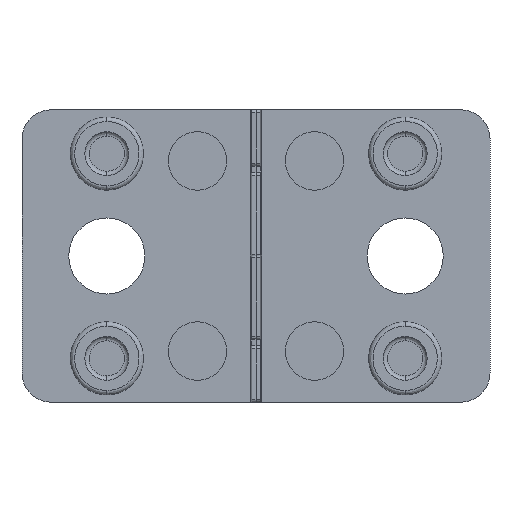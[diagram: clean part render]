
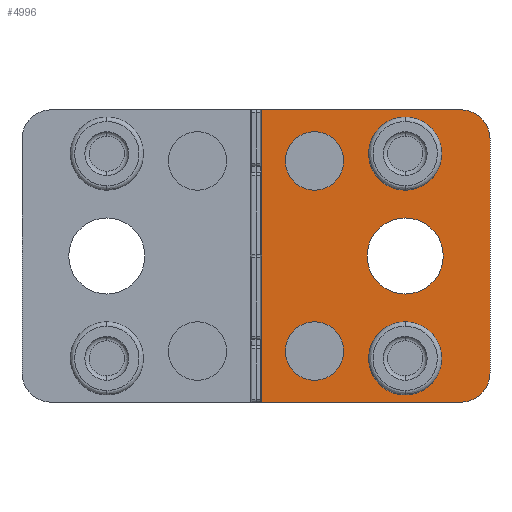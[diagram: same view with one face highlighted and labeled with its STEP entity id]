
A CAD part, front view. The second image highlights one B-rep face of the part: STEP entity #4996.
In plain terms, the highlighted planar face has unit normal (0, -1, 0).
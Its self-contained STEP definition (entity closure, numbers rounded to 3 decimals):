
#11 = EDGE_CURVE ( 'NONE', #4587, #6698, #3305, .T. ) ;
#166 = CARTESIAN_POINT ( 'NONE',  ( 4., -6., 8.5 ) ) ;
#178 = DIRECTION ( 'NONE',  ( 0., 0., 1. ) ) ;
#189 = DIRECTION ( 'NONE',  ( 0., -1., 0. ) ) ;
#198 = CARTESIAN_POINT ( 'NONE',  ( 10.2, -6., 0. ) ) ;
#232 = VERTEX_POINT ( 'NONE', #5438 ) ;
#392 = DIRECTION ( 'NONE',  ( 0., 1., 0. ) ) ;
#405 = EDGE_CURVE ( 'NONE', #4540, #232, #1671, .T. ) ;
#445 = DIRECTION ( 'NONE',  ( 0., 0., 1. ) ) ;
#454 = CARTESIAN_POINT ( 'NONE',  ( 0.405, -6., -10. ) ) ;
#464 = ORIENTED_EDGE ( 'NONE', *, *, #6752, .F. ) ;
#519 = CARTESIAN_POINT ( 'NONE',  ( 0.405, -6., 10. ) ) ;
#580 = CARTESIAN_POINT ( 'NONE',  ( 4., -6., 6.5 ) ) ;
#614 = DIRECTION ( 'NONE',  ( 0., 0., 1. ) ) ;
#642 = DIRECTION ( 'NONE',  ( 0., 0., -1. ) ) ;
#644 = DIRECTION ( 'NONE',  ( 0., -1., 0. ) ) ;
#645 = EDGE_CURVE ( 'NONE', #8471, #650, #2138, .T. ) ;
#650 = VERTEX_POINT ( 'NONE', #2878 ) ;
#653 = CARTESIAN_POINT ( 'NONE',  ( 4., -6., 6.5 ) ) ;
#697 = EDGE_CURVE ( 'NONE', #3658, #7448, #6110, .T. ) ;
#708 = CARTESIAN_POINT ( 'NONE',  ( 0.405, -6., 10. ) ) ;
#716 = CARTESIAN_POINT ( 'NONE',  ( 10.2, -6., 9.5 ) ) ;
#792 = EDGE_CURVE ( 'NONE', #6117, #7591, #3820, .T. ) ;
#831 = PLANE ( 'NONE',  #5183 ) ;
#849 = DIRECTION ( 'NONE',  ( -1., 0., 0. ) ) ;
#884 = DIRECTION ( 'NONE',  ( 0., 0., -1. ) ) ;
#994 = DIRECTION ( 'NONE',  ( 0., 1., 0. ) ) ;
#995 = EDGE_CURVE ( 'NONE', #7448, #3658, #1690, .T. ) ;
#1019 = CARTESIAN_POINT ( 'NONE',  ( 14., -6., 10. ) ) ;
#1023 = CARTESIAN_POINT ( 'NONE',  ( 14., -6., 8. ) ) ;
#1186 = DIRECTION ( 'NONE',  ( 0., 0., 1. ) ) ;
#1199 = EDGE_CURVE ( 'NONE', #4270, #2972, #3330, .T. ) ;
#1351 = CARTESIAN_POINT ( 'NONE',  ( 0.405, -6., 10. ) ) ;
#1399 = EDGE_CURVE ( 'NONE', #7182, #4587, #3320, .T. ) ;
#1452 = CARTESIAN_POINT ( 'NONE',  ( 0.405, -6., -10. ) ) ;
#1539 = DIRECTION ( 'NONE',  ( 0., 1., 0. ) ) ;
#1602 = VECTOR ( 'NONE', #2637, 1000. ) ;
#1649 = CARTESIAN_POINT ( 'NONE',  ( 14., -6., -8. ) ) ;
#1671 = LINE ( 'NONE', #2702, #1602 ) ;
#1690 = CIRCLE ( 'NONE', #6582, 2.6 ) ;
#1779 = AXIS2_PLACEMENT_3D ( 'NONE', #653, #644, #642 ) ;
#1946 = CARTESIAN_POINT ( 'NONE',  ( 14., -6., -10. ) ) ;
#1993 = CARTESIAN_POINT ( 'NONE',  ( 16., -6., 8. ) ) ;
#2036 = CIRCLE ( 'NONE', #6152, 2.5 ) ;
#2047 = EDGE_CURVE ( 'NONE', #232, #4945, #5878, .T. ) ;
#2090 = DIRECTION ( 'NONE',  ( 0., 0., -1. ) ) ;
#2138 = CIRCLE ( 'NONE', #2566, 2. ) ;
#2566 = AXIS2_PLACEMENT_3D ( 'NONE', #580, #2573, #2090 ) ;
#2570 = CARTESIAN_POINT ( 'NONE',  ( 10.2, -6., 4.5 ) ) ;
#2573 = DIRECTION ( 'NONE',  ( 0., -1., 0. ) ) ;
#2600 = FACE_BOUND ( 'NONE', #7532, .T. ) ;
#2636 = EDGE_LOOP ( 'NONE', ( #3535, #3834 ) ) ;
#2637 = DIRECTION ( 'NONE',  ( 0., 0., -1. ) ) ;
#2661 = DIRECTION ( 'NONE',  ( 0., 0., 1. ) ) ;
#2668 = DIRECTION ( 'NONE',  ( 0., -1., 0. ) ) ;
#2681 = CARTESIAN_POINT ( 'NONE',  ( 10.2, -6., -7. ) ) ;
#2702 = CARTESIAN_POINT ( 'NONE',  ( 16., -6., 10. ) ) ;
#2740 = EDGE_CURVE ( 'NONE', #2972, #4270, #3594, .T. ) ;
#2878 = CARTESIAN_POINT ( 'NONE',  ( 4., -6., 4.5 ) ) ;
#2972 = VERTEX_POINT ( 'NONE', #6413 ) ;
#3222 = CARTESIAN_POINT ( 'NONE',  ( 0.405, -6., 10. ) ) ;
#3305 = LINE ( 'NONE', #1351, #3332 ) ;
#3320 = LINE ( 'NONE', #708, #3433 ) ;
#3330 = CIRCLE ( 'NONE', #7293, 2. ) ;
#3332 = VECTOR ( 'NONE', #7667, 1000. ) ;
#3377 = AXIS2_PLACEMENT_3D ( 'NONE', #1023, #994, #884 ) ;
#3433 = VECTOR ( 'NONE', #614, 1000. ) ;
#3535 = ORIENTED_EDGE ( 'NONE', *, *, #4913, .F. ) ;
#3536 = ORIENTED_EDGE ( 'NONE', *, *, #2740, .F. ) ;
#3594 = CIRCLE ( 'NONE', #6707, 2. ) ;
#3658 = VERTEX_POINT ( 'NONE', #7351 ) ;
#3820 = CIRCLE ( 'NONE', #7848, 2.5 ) ;
#3834 = ORIENTED_EDGE ( 'NONE', *, *, #5470, .F. ) ;
#3951 = FACE_BOUND ( 'NONE', #2636, .T. ) ;
#4066 = EDGE_CURVE ( 'NONE', #7591, #6117, #2036, .T. ) ;
#4180 = VECTOR ( 'NONE', #849, 1000. ) ;
#4270 = VERTEX_POINT ( 'NONE', #7075 ) ;
#4329 = VERTEX_POINT ( 'NONE', #5589 ) ;
#4345 = CIRCLE ( 'NONE', #3377, 2. ) ;
#4402 = FACE_BOUND ( 'NONE', #5420, .T. ) ;
#4480 = EDGE_LOOP ( 'NONE', ( #5951, #6225, #6569, #6896, #7186, #7410 ) ) ;
#4540 = VERTEX_POINT ( 'NONE', #1993 ) ;
#4551 = AXIS2_PLACEMENT_3D ( 'NONE', #5714, #5707, #5704 ) ;
#4587 = VERTEX_POINT ( 'NONE', #3222 ) ;
#4913 = EDGE_CURVE ( 'NONE', #5158, #4329, #5678, .T. ) ;
#4945 = VERTEX_POINT ( 'NONE', #1946 ) ;
#4996 = ADVANCED_FACE ( 'NONE', ( #3951, #7975, #5666, #2600, #6251, #4402 ), #831, .F. ) ;
#5006 = CARTESIAN_POINT ( 'NONE',  ( 4., -6., -6.5 ) ) ;
#5158 = VERTEX_POINT ( 'NONE', #7554 ) ;
#5183 = AXIS2_PLACEMENT_3D ( 'NONE', #519, #392, #445 ) ;
#5364 = AXIS2_PLACEMENT_3D ( 'NONE', #2681, #2668, #2661 ) ;
#5420 = EDGE_LOOP ( 'NONE', ( #6543, #3536 ) ) ;
#5438 = CARTESIAN_POINT ( 'NONE',  ( 16., -6., -8. ) ) ;
#5470 = EDGE_CURVE ( 'NONE', #4329, #5158, #6714, .T. ) ;
#5589 = CARTESIAN_POINT ( 'NONE',  ( 10.2, -6., -9.5 ) ) ;
#5666 = FACE_BOUND ( 'NONE', #6129, .T. ) ;
#5678 = CIRCLE ( 'NONE', #5364, 2.5 ) ;
#5693 = CARTESIAN_POINT ( 'NONE',  ( 10.2, -6., -2.6 ) ) ;
#5704 = DIRECTION ( 'NONE',  ( 0., 0., 1. ) ) ;
#5707 = DIRECTION ( 'NONE',  ( 0., -1., 0. ) ) ;
#5714 = CARTESIAN_POINT ( 'NONE',  ( 10.2, -6., -7. ) ) ;
#5878 = CIRCLE ( 'NONE', #6830, 2. ) ;
#5951 = ORIENTED_EDGE ( 'NONE', *, *, #7189, .F. ) ;
#6058 = DIRECTION ( 'NONE',  ( 0., -1., 0. ) ) ;
#6083 = DIRECTION ( 'NONE',  ( 0., 0., -1. ) ) ;
#6110 = CIRCLE ( 'NONE', #7933, 2.6 ) ;
#6117 = VERTEX_POINT ( 'NONE', #716 ) ;
#6129 = EDGE_LOOP ( 'NONE', ( #7533, #7829 ) ) ;
#6152 = AXIS2_PLACEMENT_3D ( 'NONE', #8225, #8190, #8161 ) ;
#6225 = ORIENTED_EDGE ( 'NONE', *, *, #11, .F. ) ;
#6251 = FACE_BOUND ( 'NONE', #6380, .T. ) ;
#6356 = CIRCLE ( 'NONE', #1779, 2. ) ;
#6380 = EDGE_LOOP ( 'NONE', ( #464, #7060 ) ) ;
#6413 = CARTESIAN_POINT ( 'NONE',  ( 4., -6., -4.5 ) ) ;
#6543 = ORIENTED_EDGE ( 'NONE', *, *, #1199, .F. ) ;
#6569 = ORIENTED_EDGE ( 'NONE', *, *, #1399, .F. ) ;
#6582 = AXIS2_PLACEMENT_3D ( 'NONE', #198, #189, #178 ) ;
#6698 = VERTEX_POINT ( 'NONE', #1019 ) ;
#6707 = AXIS2_PLACEMENT_3D ( 'NONE', #7951, #8308, #8160 ) ;
#6714 = CIRCLE ( 'NONE', #4551, 2.5 ) ;
#6752 = EDGE_CURVE ( 'NONE', #650, #8471, #6356, .T. ) ;
#6830 = AXIS2_PLACEMENT_3D ( 'NONE', #1649, #1539, #1186 ) ;
#6892 = CARTESIAN_POINT ( 'NONE',  ( 10.2, -6., 0. ) ) ;
#6896 = ORIENTED_EDGE ( 'NONE', *, *, #7825, .F. ) ;
#7060 = ORIENTED_EDGE ( 'NONE', *, *, #645, .F. ) ;
#7075 = CARTESIAN_POINT ( 'NONE',  ( 4., -6., -8.5 ) ) ;
#7182 = VERTEX_POINT ( 'NONE', #1452 ) ;
#7186 = ORIENTED_EDGE ( 'NONE', *, *, #2047, .F. ) ;
#7189 = EDGE_CURVE ( 'NONE', #6698, #4540, #4345, .T. ) ;
#7293 = AXIS2_PLACEMENT_3D ( 'NONE', #5006, #6058, #6083 ) ;
#7351 = CARTESIAN_POINT ( 'NONE',  ( 10.2, -6., 2.6 ) ) ;
#7410 = ORIENTED_EDGE ( 'NONE', *, *, #405, .F. ) ;
#7448 = VERTEX_POINT ( 'NONE', #5693 ) ;
#7532 = EDGE_LOOP ( 'NONE', ( #8119, #8228 ) ) ;
#7533 = ORIENTED_EDGE ( 'NONE', *, *, #697, .F. ) ;
#7554 = CARTESIAN_POINT ( 'NONE',  ( 10.2, -6., -4.5 ) ) ;
#7583 = DIRECTION ( 'NONE',  ( 0., 0., 1. ) ) ;
#7591 = VERTEX_POINT ( 'NONE', #2570 ) ;
#7594 = DIRECTION ( 'NONE',  ( 0., -1., 0. ) ) ;
#7605 = CARTESIAN_POINT ( 'NONE',  ( 10.2, -6., 7. ) ) ;
#7667 = DIRECTION ( 'NONE',  ( 1., 0., 0. ) ) ;
#7825 = EDGE_CURVE ( 'NONE', #4945, #7182, #8370, .T. ) ;
#7829 = ORIENTED_EDGE ( 'NONE', *, *, #995, .F. ) ;
#7848 = AXIS2_PLACEMENT_3D ( 'NONE', #7605, #7594, #7583 ) ;
#7920 = DIRECTION ( 'NONE',  ( 0., -1., 0. ) ) ;
#7933 = AXIS2_PLACEMENT_3D ( 'NONE', #6892, #7920, #7950 ) ;
#7950 = DIRECTION ( 'NONE',  ( 0., 0., 1. ) ) ;
#7951 = CARTESIAN_POINT ( 'NONE',  ( 4., -6., -6.5 ) ) ;
#7975 = FACE_OUTER_BOUND ( 'NONE', #4480, .T. ) ;
#8119 = ORIENTED_EDGE ( 'NONE', *, *, #792, .F. ) ;
#8160 = DIRECTION ( 'NONE',  ( 0., 0., -1. ) ) ;
#8161 = DIRECTION ( 'NONE',  ( 0., 0., 1. ) ) ;
#8190 = DIRECTION ( 'NONE',  ( 0., -1., 0. ) ) ;
#8225 = CARTESIAN_POINT ( 'NONE',  ( 10.2, -6., 7. ) ) ;
#8228 = ORIENTED_EDGE ( 'NONE', *, *, #4066, .F. ) ;
#8308 = DIRECTION ( 'NONE',  ( 0., -1., 0. ) ) ;
#8370 = LINE ( 'NONE', #454, #4180 ) ;
#8471 = VERTEX_POINT ( 'NONE', #166 ) ;
